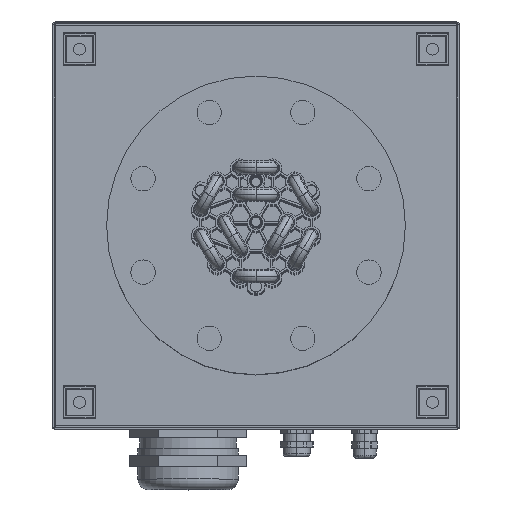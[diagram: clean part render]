
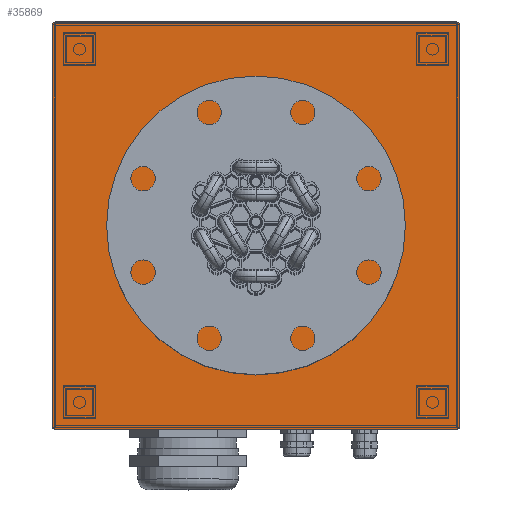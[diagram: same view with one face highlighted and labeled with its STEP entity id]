
A CAD part, top view. The second image highlights one B-rep face of the part: STEP entity #35869.
In plain terms, the highlighted face is planar.
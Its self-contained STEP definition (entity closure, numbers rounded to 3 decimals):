
#444 = VERTEX_POINT ( 'NONE', #12839 ) ;
#551 = CARTESIAN_POINT ( 'NONE',  ( -150., 148., -4. ) ) ;
#902 = DIRECTION ( 'NONE',  ( 1., 0., 0. ) ) ;
#1595 = VERTEX_POINT ( 'NONE', #14907 ) ;
#2087 = ORIENTED_EDGE ( 'NONE', *, *, #25773, .F. ) ;
#2109 = ORIENTED_EDGE ( 'NONE', *, *, #22888, .F. ) ;
#2625 = VECTOR ( 'NONE', #33155, 1000. ) ;
#3040 = DIRECTION ( 'NONE',  ( 0., -1., 0. ) ) ;
#3358 = ORIENTED_EDGE ( 'NONE', *, *, #15314, .T. ) ;
#4365 = CARTESIAN_POINT ( 'NONE',  ( -148., 150., -4. ) ) ;
#4679 = DIRECTION ( 'NONE',  ( 0., 0., -1. ) ) ;
#4970 = EDGE_CURVE ( 'NONE', #33563, #6840, #16090, .T. ) ;
#4989 = AXIS2_PLACEMENT_3D ( 'NONE', #14662, #8153, #23355 ) ;
#5292 = VERTEX_POINT ( 'NONE', #551 ) ;
#5677 = CARTESIAN_POINT ( 'NONE',  ( 148., 148., -4. ) ) ;
#5984 = AXIS2_PLACEMENT_3D ( 'NONE', #30917, #6683, #16549 ) ;
#6683 = DIRECTION ( 'NONE',  ( 0., 0., 1. ) ) ;
#6840 = VERTEX_POINT ( 'NONE', #14125 ) ;
#7068 = CARTESIAN_POINT ( 'NONE',  ( 0., 0., -4. ) ) ;
#7580 = CARTESIAN_POINT ( 'NONE',  ( -148., -150., -4. ) ) ;
#8050 = CARTESIAN_POINT ( 'NONE',  ( 150., 148., -4. ) ) ;
#8153 = DIRECTION ( 'NONE',  ( 0., 0., 1. ) ) ;
#8663 = ORIENTED_EDGE ( 'NONE', *, *, #4970, .F. ) ;
#8951 = LINE ( 'NONE', #33016, #23595 ) ;
#9280 = LINE ( 'NONE', #27813, #2625 ) ;
#10185 = EDGE_CURVE ( 'NONE', #25219, #5292, #23417, .T. ) ;
#11184 = ORIENTED_EDGE ( 'NONE', *, *, #25904, .F. ) ;
#11894 = CARTESIAN_POINT ( 'NONE',  ( 148., -148., -4. ) ) ;
#12839 = CARTESIAN_POINT ( 'NONE',  ( -58.15, 0., -4. ) ) ;
#12927 = VECTOR ( 'NONE', #902, 1000. ) ;
#13558 = CARTESIAN_POINT ( 'NONE',  ( -150., -148., -4. ) ) ;
#13991 = CIRCLE ( 'NONE', #36056, 58.15 ) ;
#14125 = CARTESIAN_POINT ( 'NONE',  ( 150., -148., -4. ) ) ;
#14159 = AXIS2_PLACEMENT_3D ( 'NONE', #31490, #4679, #16139 ) ;
#14662 = CARTESIAN_POINT ( 'NONE',  ( -148., -148., -4. ) ) ;
#14860 = DIRECTION ( 'NONE',  ( 1., 0., 0. ) ) ;
#14907 = CARTESIAN_POINT ( 'NONE',  ( 150., 148., -4. ) ) ;
#14944 = ORIENTED_EDGE ( 'NONE', *, *, #16004, .F. ) ;
#15314 = EDGE_CURVE ( 'NONE', #36216, #444, #16078, .T. ) ;
#15344 = CARTESIAN_POINT ( 'NONE',  ( 148., 150., -4. ) ) ;
#16004 = EDGE_CURVE ( 'NONE', #5292, #34599, #8951, .T. ) ;
#16078 = CIRCLE ( 'NONE', #5984, 58.15 ) ;
#16090 = CIRCLE ( 'NONE', #27426, 2. ) ;
#16139 = DIRECTION ( 'NONE',  ( -1., 0., 0. ) ) ;
#16549 = DIRECTION ( 'NONE',  ( 1., 0., 0. ) ) ;
#17734 = DIRECTION ( 'NONE',  ( -1., 0., 0. ) ) ;
#17861 = CARTESIAN_POINT ( 'NONE',  ( -148., 148., -4. ) ) ;
#18219 = CARTESIAN_POINT ( 'NONE',  ( 148., -150., -4. ) ) ;
#18347 = CARTESIAN_POINT ( 'NONE',  ( -148., -150., -4. ) ) ;
#19643 = CARTESIAN_POINT ( 'NONE',  ( 58.15, 0., -4. ) ) ;
#20109 = LINE ( 'NONE', #8050, #30435 ) ;
#21025 = AXIS2_PLACEMENT_3D ( 'NONE', #5677, #35269, #17734 ) ;
#21558 = EDGE_LOOP ( 'NONE', ( #11184, #2087, #8663, #25659, #37598, #14944, #36713, #2109 ) ) ;
#21991 = CIRCLE ( 'NONE', #4989, 2. ) ;
#22243 = PLANE ( 'NONE',  #14159 ) ;
#22888 = EDGE_CURVE ( 'NONE', #27288, #25219, #9280, .T. ) ;
#23355 = DIRECTION ( 'NONE',  ( 1., 0., 0. ) ) ;
#23388 = AXIS2_PLACEMENT_3D ( 'NONE', #17861, #36184, #35604 ) ;
#23417 = CIRCLE ( 'NONE', #23388, 2. ) ;
#23595 = VECTOR ( 'NONE', #3040, 1000. ) ;
#25219 = VERTEX_POINT ( 'NONE', #4365 ) ;
#25659 = ORIENTED_EDGE ( 'NONE', *, *, #36201, .F. ) ;
#25773 = EDGE_CURVE ( 'NONE', #6840, #1595, #20109, .T. ) ;
#25904 = EDGE_CURVE ( 'NONE', #1595, #27288, #38087, .T. ) ;
#27288 = VERTEX_POINT ( 'NONE', #15344 ) ;
#27426 = AXIS2_PLACEMENT_3D ( 'NONE', #11894, #29835, #14860 ) ;
#27813 = CARTESIAN_POINT ( 'NONE',  ( -148., 150., -4. ) ) ;
#28507 = ORIENTED_EDGE ( 'NONE', *, *, #31556, .T. ) ;
#28566 = DIRECTION ( 'NONE',  ( 1., 0., 0. ) ) ;
#29143 = EDGE_CURVE ( 'NONE', #34599, #30227, #21991, .T. ) ;
#29835 = DIRECTION ( 'NONE',  ( 0., 0., 1. ) ) ;
#30227 = VERTEX_POINT ( 'NONE', #18347 ) ;
#30435 = VECTOR ( 'NONE', #32098, 1000. ) ;
#30917 = CARTESIAN_POINT ( 'NONE',  ( 0., 0., -4. ) ) ;
#31247 = LINE ( 'NONE', #7580, #12927 ) ;
#31490 = CARTESIAN_POINT ( 'NONE',  ( 148., 148., -4. ) ) ;
#31556 = EDGE_CURVE ( 'NONE', #444, #36216, #13991, .T. ) ;
#32098 = DIRECTION ( 'NONE',  ( 0., 1., 0. ) ) ;
#32581 = EDGE_LOOP ( 'NONE', ( #3358, #28507 ) ) ;
#33016 = CARTESIAN_POINT ( 'NONE',  ( -150., 148., -4. ) ) ;
#33155 = DIRECTION ( 'NONE',  ( -1., 0., 0. ) ) ;
#33563 = VERTEX_POINT ( 'NONE', #18219 ) ;
#34095 = DIRECTION ( 'NONE',  ( 0., 0., 1. ) ) ;
#34484 = FACE_BOUND ( 'NONE', #32581, .T. ) ;
#34599 = VERTEX_POINT ( 'NONE', #13558 ) ;
#35269 = DIRECTION ( 'NONE',  ( 0., 0., 1. ) ) ;
#35604 = DIRECTION ( 'NONE',  ( 1., 0., 0. ) ) ;
#35869 = ADVANCED_FACE ( 'NONE', ( #34484, #37477 ), #22243, .T. ) ;
#36056 = AXIS2_PLACEMENT_3D ( 'NONE', #7068, #34095, #28566 ) ;
#36184 = DIRECTION ( 'NONE',  ( 0., 0., 1. ) ) ;
#36201 = EDGE_CURVE ( 'NONE', #30227, #33563, #31247, .T. ) ;
#36216 = VERTEX_POINT ( 'NONE', #19643 ) ;
#36713 = ORIENTED_EDGE ( 'NONE', *, *, #10185, .F. ) ;
#37477 = FACE_OUTER_BOUND ( 'NONE', #21558, .T. ) ;
#37598 = ORIENTED_EDGE ( 'NONE', *, *, #29143, .F. ) ;
#38087 = CIRCLE ( 'NONE', #21025, 2. ) ;
